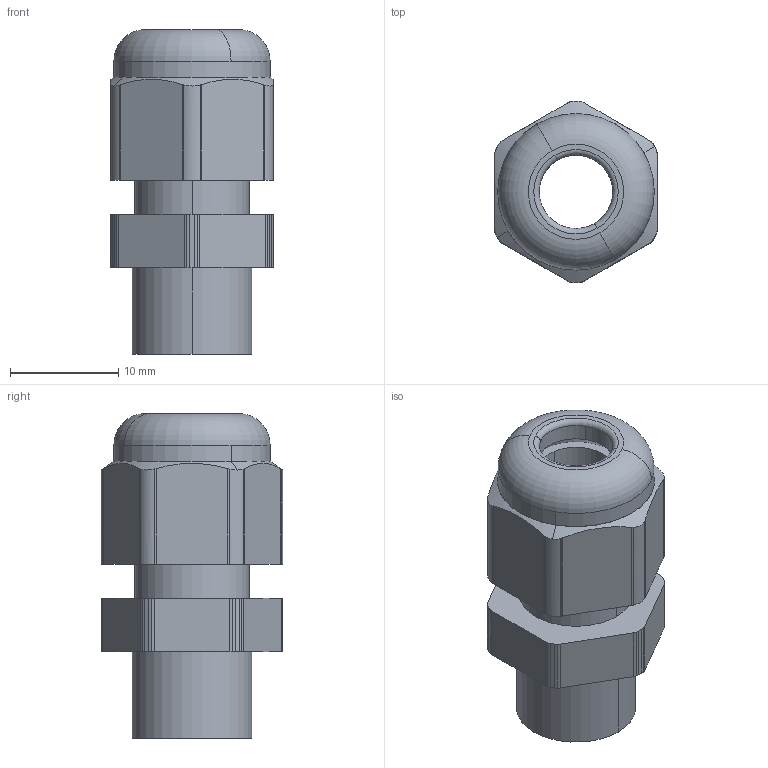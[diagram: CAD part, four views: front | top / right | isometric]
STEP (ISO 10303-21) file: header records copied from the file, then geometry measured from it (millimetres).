
FILE_DESCRIPTION(('CATIA V5R24 STEP','CAx-IF Rec.Pracs.--- Model Styling and Organization---1.2---2011-12-15'),'2;1');
FILE_NAME ('D1458928_0_1909760000_1909760000.stp','2018-03-21T11:54:48+00:00',('none'),('Weidmueller'),'CATIA Version 5-6 Release 2014 SP4 HF52','CATIA V5 STEP AP214','none');
FILE_SCHEMA(('AUTOMOTIVE_DESIGN { 1 0 10303 214 1 1 1 1 }'));
Length unit declared in the file: millimetre
Products named in the file (1): VG_7
Bounding box: 15 x 16.77 x 30 mm (x, y, z)
Volume: 2636.3 mm3; surface area: 3802.1 mm2
Topology: 3 solids, 3 shells, 131 faces, 356 edges, 236 vertices
Faces by surface type: plane 53, cylinder 52, cone 18, torus 8
Entity records: 4230 total; most frequent: CARTESIAN_POINT 1102, ORIENTED_EDGE 712, DIRECTION 506, EDGE_CURVE 356, VERTEX_POINT 236, AXIS2_PLACEMENT_3D 222, VECTOR 168, LINE 168
